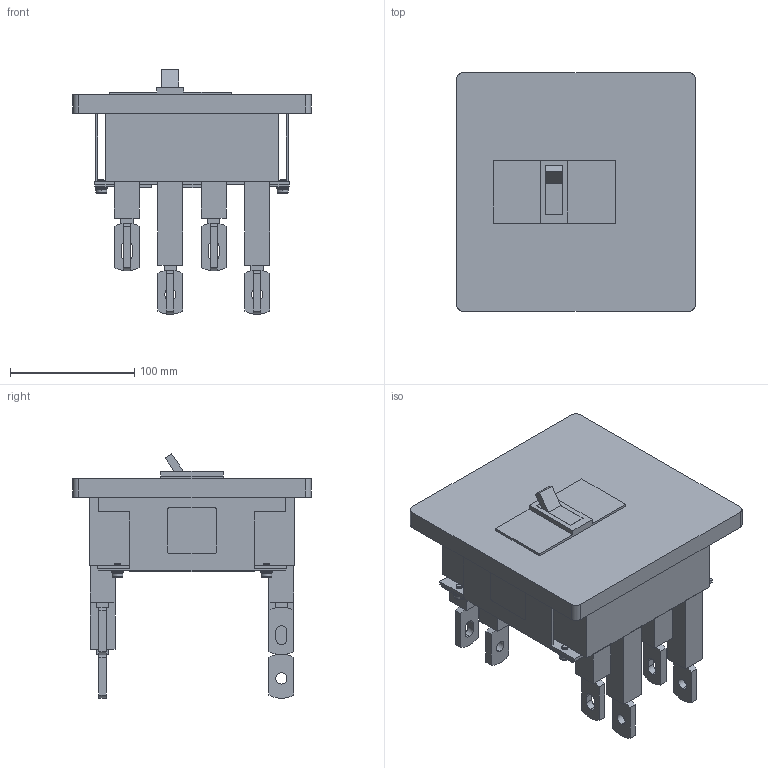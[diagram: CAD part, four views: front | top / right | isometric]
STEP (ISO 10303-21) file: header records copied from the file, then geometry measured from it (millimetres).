
FILE_DESCRIPTION(('CoCreate Modeling STEP Export'),'2;1');
FILE_NAME('Ｓ２５０ＳＦ４Ｐ.stp','2014-03-31T 8:05:33',(''),(''),'CoCreate Modeling STEP processor for AP214 (Solid Model)','CoCreate Modeling 17.0 01-Apr-2010 (C) Parametric Technology GmbH','');
FILE_SCHEMA(('AUTOMOTIVE_DESIGN { 1 0 10303 214 1 1 1 1 }'));
Length unit declared in the file: millimetre
Products named in the file (8): P3.2; P3.1; P5.3; P4; P1; P3; P2; Ｓ２５０ＳＦ４Ｐ
Assembly tree (13 placements, depth 2):
  Ｓ２５０ＳＦ４Ｐ
    P2  x4
    P5.3  x4
    P3
    P1
    P4
    P3.1
    P3.2
Bounding box: 192 x 192 x 197.06 mm (x, y, z)
Volume: 2135496.4 mm3; surface area: 280294.5 mm2
Topology: 13 solids, 13 shells, 492 faces, 1218 edges, 782 vertices
Faces by surface type: plane 328, cylinder 132, torus 24, cone 8
Entity records: 13785 total; most frequent: ORIENTED_EDGE 2172, CARTESIAN_POINT 2070, DIRECTION 1883, EDGE_CURVE 1086, VECTOR 849, LINE 849, VERTEX_POINT 704, AXIS2_PLACEMENT_3D 517
